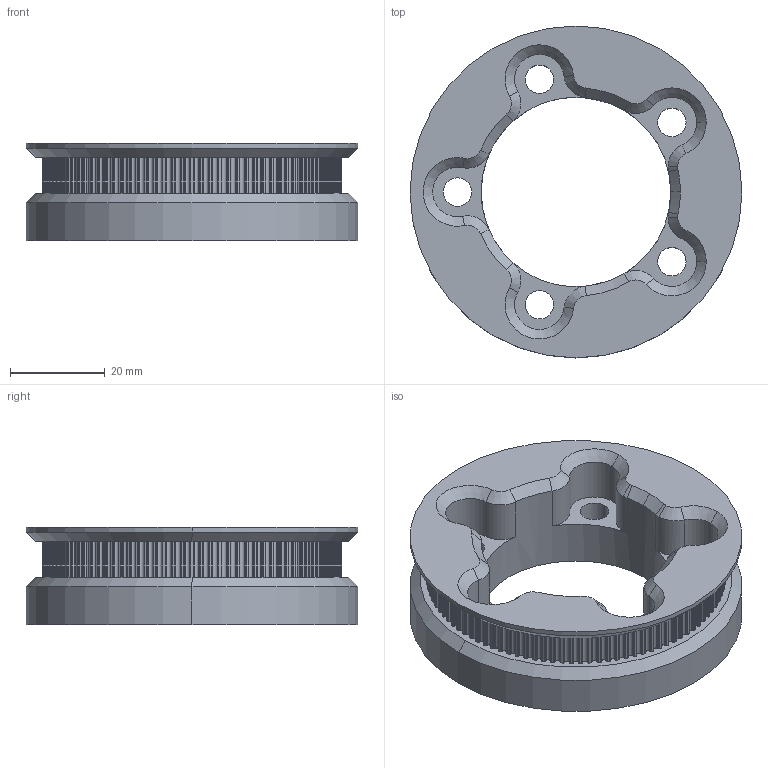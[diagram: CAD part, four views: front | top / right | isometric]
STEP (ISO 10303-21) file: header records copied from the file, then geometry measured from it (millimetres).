
FILE_DESCRIPTION (( 'STEP AP214' ), '1' );
FILE_NAME ('Wheel gear 03.STEP', '2024-07-07T10:51:56', ( '' ), ( '' ), 'SwSTEP 2.0', 'SolidWorks 2020', '' );
FILE_SCHEMA (( 'AUTOMOTIVE_DESIGN' ));
Length unit declared in the file: millimetre
Products named in the file (1): Wheel gear 03
Bounding box: 70 x 70 x 20.5 mm (x, y, z)
Volume: 39064.5 mm3; surface area: 15018.2 mm2
Topology: 1 solids, 1 shells, 873 faces, 2579 edges, 1710 vertices
Faces by surface type: cylinder 835, cone 29, plane 9
Entity records: 30237 total; most frequent: DIRECTION 6037, CARTESIAN_POINT 5163, ORIENTED_EDGE 5158, AXIS2_PLACEMENT_3D 2584, EDGE_CURVE 2579, CIRCLE 1710, VERTEX_POINT 1710, EDGE_LOOP 887
